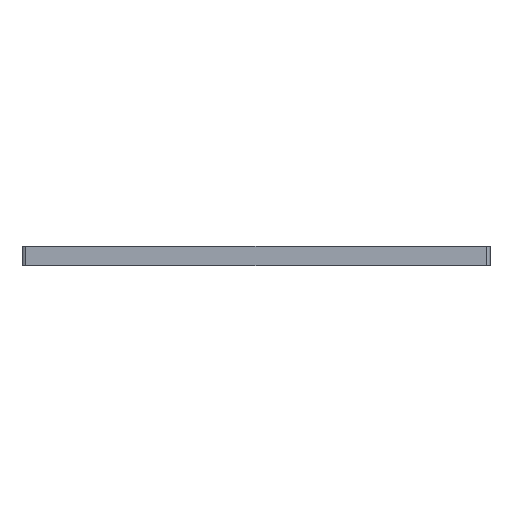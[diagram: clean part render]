
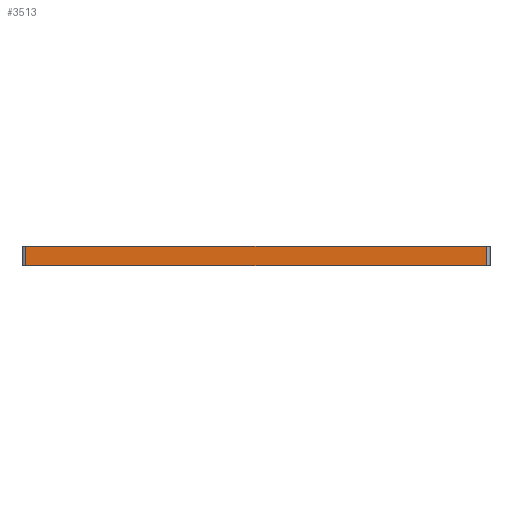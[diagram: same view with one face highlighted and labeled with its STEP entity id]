
A CAD part, front view. The second image highlights one B-rep face of the part: STEP entity #3513.
In plain terms, the highlighted planar face has unit normal (0, -1, 0).
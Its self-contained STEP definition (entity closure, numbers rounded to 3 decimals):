
#398=DIRECTION('',(1.,0.,0.));
#399=VECTOR('',#398,118.);
#400=CARTESIAN_POINT('',(-59.,-85.,0.));
#401=LINE('',#400,#399);
#859=DIRECTION('',(1.,0.,0.));
#860=VECTOR('',#859,118.);
#861=CARTESIAN_POINT('',(-59.,-85.,5.));
#862=LINE('',#861,#860);
#1321=DIRECTION('',(0.,0.,-1.));
#1322=VECTOR('',#1321,5.);
#1323=CARTESIAN_POINT('',(59.,-85.,5.));
#1324=LINE('',#1323,#1322);
#1325=DIRECTION('',(0.,0.,-1.));
#1326=VECTOR('',#1325,5.);
#1327=CARTESIAN_POINT('',(-59.,-85.,5.));
#1328=LINE('',#1327,#1326);
#1730=CARTESIAN_POINT('',(59.,-85.,0.));
#1732=VERTEX_POINT('',#1730);
#1733=CARTESIAN_POINT('',(59.,-85.,5.));
#1734=VERTEX_POINT('',#1733);
#1737=CARTESIAN_POINT('',(-59.,-85.,0.));
#1739=VERTEX_POINT('',#1737);
#1743=CARTESIAN_POINT('',(-59.,-85.,5.));
#1744=VERTEX_POINT('',#1743);
#3501=CARTESIAN_POINT('',(-60.,-85.,0.));
#3502=DIRECTION('',(0.,-1.,0.));
#3503=DIRECTION('',(1.,0.,0.));
#3504=AXIS2_PLACEMENT_3D('',#3501,#3502,#3503);
#3505=PLANE('',#3504);
#3506=ORIENTED_EDGE('',*,*,#3494,.T.);
#3507=ORIENTED_EDGE('',*,*,#1784,.F.);
#3509=ORIENTED_EDGE('',*,*,#3508,.F.);
#3510=ORIENTED_EDGE('',*,*,#2112,.T.);
#3511=EDGE_LOOP('',(#3506,#3507,#3509,#3510));
#3512=FACE_OUTER_BOUND('',#3511,.F.);
#3513=ADVANCED_FACE('',(#3512),#3505,.T.);
#1784=EDGE_CURVE('',#1739,#1732,#401,.T.);
#2112=EDGE_CURVE('',#1744,#1734,#862,.T.);
#3494=EDGE_CURVE('',#1734,#1732,#1324,.T.);
#3508=EDGE_CURVE('',#1744,#1739,#1328,.T.);
